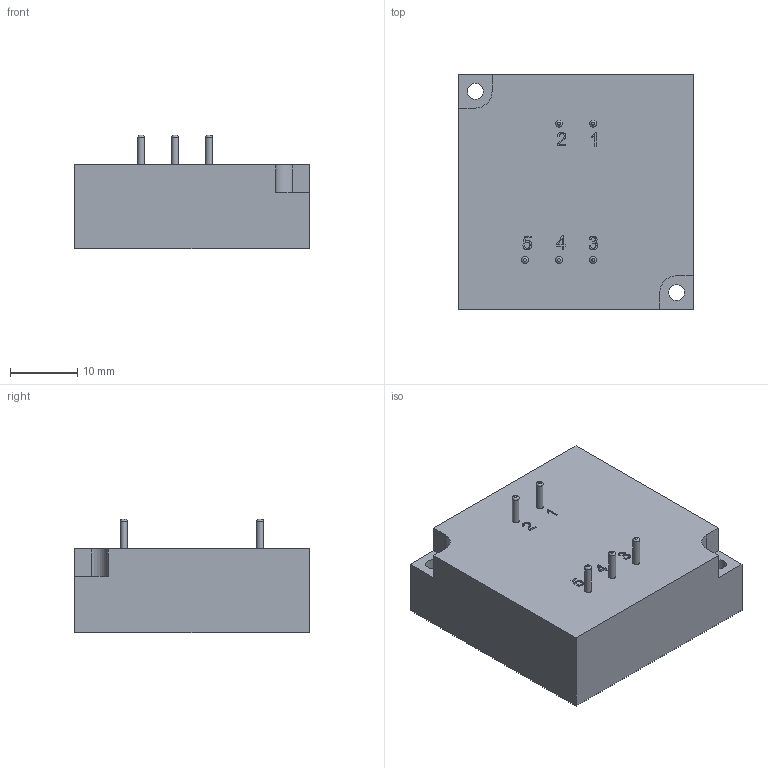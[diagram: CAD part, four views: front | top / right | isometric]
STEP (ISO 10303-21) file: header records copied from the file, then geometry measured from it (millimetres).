
FILE_DESCRIPTION(/* description */ ('Unknown'),/* implementation_level */ '2;1');
FILE_NAME(/* name */ 'M7878001',/* time_stamp */ '2020-04-17T15:08:31-04:00',/* author */ ('Unknown'),/* organization */ ('Unknown'),/* preprocessor_version */ 'ST-DEVELOPER v16.7',/* originating_system */ 'DEX',/* authorisation */ $);
FILE_SCHEMA (('CONFIG_CONTROL_DESIGN'));
Length unit declared in the file: millimetre
Products named in the file (1): M7878001
Bounding box: 35 x 35 x 16.93 mm (x, y, z)
Volume: 15049.9 mm3; surface area: 4383.8 mm2
Topology: 1 solids, 1 shells, 83 faces, 210 edges, 140 vertices
Faces by surface type: plane 56, bspline 11, cylinder 9, torus 5, cone 2
Full cylindrical faces by diameter (mm): 1.02 x5, 2.4 x2
Entity records: 3723 total; most frequent: CARTESIAN_POINT 1389, ORIENTED_EDGE 378, DIRECTION 272, EDGE_CURVE 189, VERTEX_POINT 133, EDGE_LOOP 112, FACE_BOUND 112, AXIS2_PLACEMENT_3D 98
